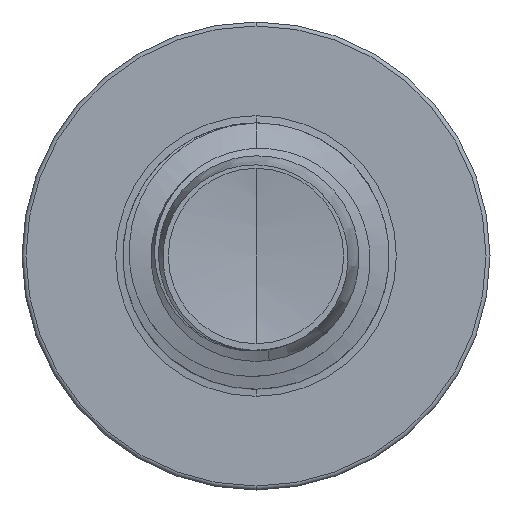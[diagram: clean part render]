
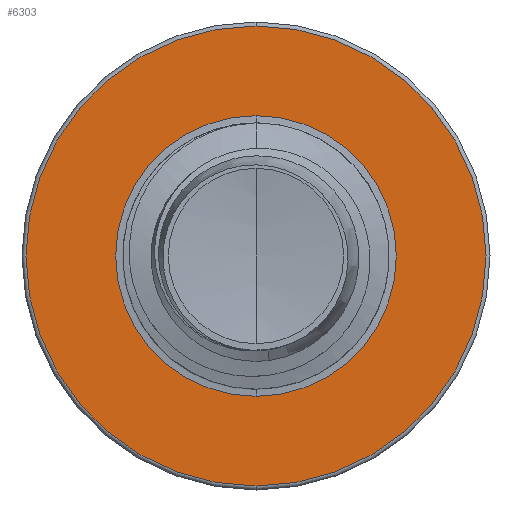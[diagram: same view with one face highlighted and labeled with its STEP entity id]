
A CAD part, front view. The second image highlights one B-rep face of the part: STEP entity #6303.
In plain terms, the highlighted planar face has unit normal (0, -1, 0).
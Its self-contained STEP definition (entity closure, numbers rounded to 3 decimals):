
#12 = CARTESIAN_POINT ( 'NONE',  ( 0., 12.5, 0. ) ) ;
#1325 = CARTESIAN_POINT ( 'NONE',  ( 0., 12.5, -6.045 ) ) ;
#1818 = FACE_BOUND ( 'NONE', #22086, .T. ) ;
#1887 = DIRECTION ( 'NONE',  ( 0., 0., 1. ) ) ;
#2778 = AXIS2_PLACEMENT_3D ( 'NONE', #3229, #15294, #4986 ) ;
#3229 = CARTESIAN_POINT ( 'NONE',  ( 0., 12.5, 0. ) ) ;
#4749 = EDGE_CURVE ( 'NONE', #17670, #12748, #21799, .T. ) ;
#4943 = DIRECTION ( 'NONE',  ( 0., 1., 0. ) ) ;
#4986 = DIRECTION ( 'NONE',  ( 0., 0., 1. ) ) ;
#5009 = VERTEX_POINT ( 'NONE', #6228 ) ;
#5329 = AXIS2_PLACEMENT_3D ( 'NONE', #8757, #20713, #10465 ) ;
#5613 = CARTESIAN_POINT ( 'NONE',  ( 0., 12.5, 6.045 ) ) ;
#6228 = CARTESIAN_POINT ( 'NONE',  ( 0., 12.5, 3.689 ) ) ;
#6303 = ADVANCED_FACE ( 'NONE', ( #11083, #1818 ), #15249, .F. ) ;
#6430 = CIRCLE ( 'NONE', #19061, 3.689 ) ;
#6611 = ORIENTED_EDGE ( 'NONE', *, *, #12568, .F. ) ;
#7695 = AXIS2_PLACEMENT_3D ( 'NONE', #19895, #9664, #21616 ) ;
#8757 = CARTESIAN_POINT ( 'NONE',  ( 0., 12.5, 0. ) ) ;
#9123 = EDGE_CURVE ( 'NONE', #12709, #5009, #15351, .T. ) ;
#9534 = ORIENTED_EDGE ( 'NONE', *, *, #17974, .T. ) ;
#9664 = DIRECTION ( 'NONE',  ( 0., 1., 0. ) ) ;
#10122 = CARTESIAN_POINT ( 'NONE',  ( 0., 12.5, -3.689 ) ) ;
#10363 = EDGE_LOOP ( 'NONE', ( #20842, #6611 ) ) ;
#10465 = DIRECTION ( 'NONE',  ( 0., 0., 1. ) ) ;
#11083 = FACE_OUTER_BOUND ( 'NONE', #10363, .T. ) ;
#12333 = DIRECTION ( 'NONE',  ( 0., 1., 0. ) ) ;
#12568 = EDGE_CURVE ( 'NONE', #12748, #17670, #15867, .T. ) ;
#12709 = VERTEX_POINT ( 'NONE', #20637 ) ;
#12748 = VERTEX_POINT ( 'NONE', #1325 ) ;
#15249 = PLANE ( 'NONE',  #16978 ) ;
#15294 = DIRECTION ( 'NONE',  ( 0., 1., 0. ) ) ;
#15351 = CIRCLE ( 'NONE', #5329, 3.689 ) ;
#15867 = CIRCLE ( 'NONE', #2778, 6.045 ) ;
#16970 = DIRECTION ( 'NONE',  ( 0., 0., 1. ) ) ;
#16978 = AXIS2_PLACEMENT_3D ( 'NONE', #10122, #4943, #16970 ) ;
#17511 = ORIENTED_EDGE ( 'NONE', *, *, #9123, .T. ) ;
#17670 = VERTEX_POINT ( 'NONE', #5613 ) ;
#17974 = EDGE_CURVE ( 'NONE', #5009, #12709, #6430, .T. ) ;
#19061 = AXIS2_PLACEMENT_3D ( 'NONE', #12, #12333, #1887 ) ;
#19895 = CARTESIAN_POINT ( 'NONE',  ( 0., 12.5, 0. ) ) ;
#20637 = CARTESIAN_POINT ( 'NONE',  ( 0., 12.5, -3.689 ) ) ;
#20713 = DIRECTION ( 'NONE',  ( 0., 1., 0. ) ) ;
#20842 = ORIENTED_EDGE ( 'NONE', *, *, #4749, .F. ) ;
#21616 = DIRECTION ( 'NONE',  ( 0., 0., 1. ) ) ;
#21799 = CIRCLE ( 'NONE', #7695, 6.045 ) ;
#22086 = EDGE_LOOP ( 'NONE', ( #9534, #17511 ) ) ;
